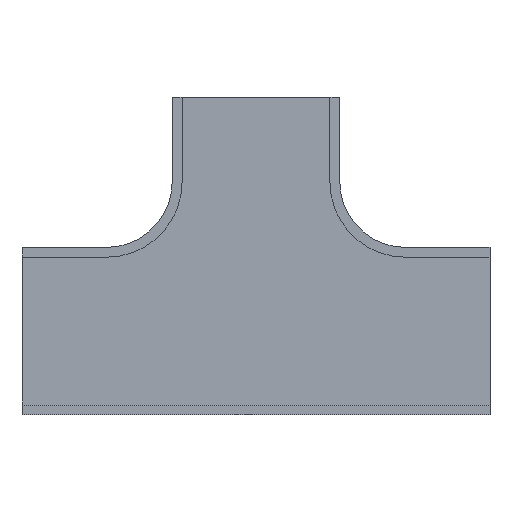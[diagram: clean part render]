
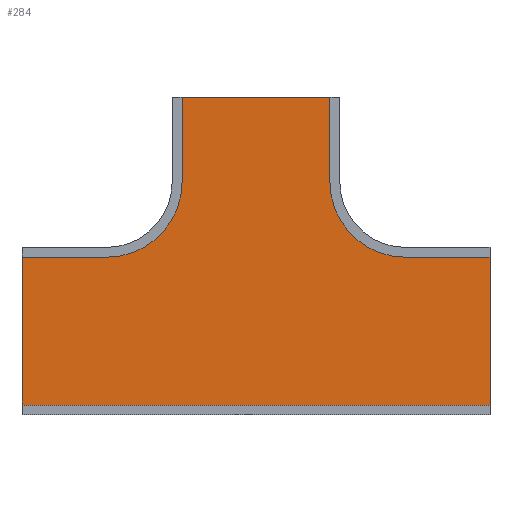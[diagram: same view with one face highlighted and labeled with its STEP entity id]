
A CAD part, front view. The second image highlights one B-rep face of the part: STEP entity #284.
In plain terms, the highlighted planar face has unit normal (0, -1, 0).
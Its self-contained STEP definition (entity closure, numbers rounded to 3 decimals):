
#5 = CARTESIAN_POINT ( 'NONE',  ( 9., 17.5, 17.785 ) ) ;
#8 = CARTESIAN_POINT ( 'NONE',  ( -18.2, 17.5, -1.715 ) ) ;
#9 = VERTEX_POINT ( 'NONE', #136 ) ;
#27 = PLANE ( 'NONE',  #343 ) ;
#28 = ORIENTED_EDGE ( 'NONE', *, *, #535, .F. ) ;
#31 = VERTEX_POINT ( 'NONE', #240 ) ;
#32 = ORIENTED_EDGE ( 'NONE', *, *, #526, .F. ) ;
#68 = LINE ( 'NONE', #5, #646 ) ;
#70 = VECTOR ( 'NONE', #370, 1000. ) ;
#99 = VERTEX_POINT ( 'NONE', #339 ) ;
#102 = VERTEX_POINT ( 'NONE', #392 ) ;
#107 = EDGE_CURVE ( 'NONE', #478, #203, #108, .T. ) ;
#108 = CIRCLE ( 'NONE', #589, 9.2 ) ;
#119 = VECTOR ( 'NONE', #614, 1000. ) ;
#130 = CARTESIAN_POINT ( 'NONE',  ( -28.5, 17.5, -19.715 ) ) ;
#136 = CARTESIAN_POINT ( 'NONE',  ( -28.5, 17.5, -1.715 ) ) ;
#140 = DIRECTION ( 'NONE',  ( 0., 0., 1. ) ) ;
#148 = VERTEX_POINT ( 'NONE', #665 ) ;
#151 = CARTESIAN_POINT ( 'NONE',  ( 18.2, 17.5, 7.485 ) ) ;
#153 = DIRECTION ( 'NONE',  ( 0., 0., 1. ) ) ;
#160 = VERTEX_POINT ( 'NONE', #718 ) ;
#161 = EDGE_CURVE ( 'NONE', #148, #102, #319, .T. ) ;
#166 = EDGE_LOOP ( 'NONE', ( #28, #294, #235, #432, #32, #194, #244, #257, #169, #584 ) ) ;
#169 = ORIENTED_EDGE ( 'NONE', *, *, #334, .F. ) ;
#194 = ORIENTED_EDGE ( 'NONE', *, *, #302, .F. ) ;
#202 = DIRECTION ( 'NONE',  ( 1., 0., 0. ) ) ;
#203 = VERTEX_POINT ( 'NONE', #508 ) ;
#206 = CARTESIAN_POINT ( 'NONE',  ( -18.2, 17.5, -1.715 ) ) ;
#219 = LINE ( 'NONE', #680, #578 ) ;
#223 = DIRECTION ( 'NONE',  ( 0., 0., -1. ) ) ;
#235 = ORIENTED_EDGE ( 'NONE', *, *, #161, .F. ) ;
#237 = DIRECTION ( 'NONE',  ( 0., 0., -1. ) ) ;
#240 = CARTESIAN_POINT ( 'NONE',  ( -9., 17.5, 17.785 ) ) ;
#244 = ORIENTED_EDGE ( 'NONE', *, *, #107, .F. ) ;
#247 = EDGE_CURVE ( 'NONE', #677, #99, #670, .T. ) ;
#257 = ORIENTED_EDGE ( 'NONE', *, *, #602, .F. ) ;
#270 = DIRECTION ( 'NONE',  ( 0., 0., 1. ) ) ;
#281 = LINE ( 'NONE', #329, #513 ) ;
#284 = ADVANCED_FACE ( 'NONE', ( #492 ), #27, .F. ) ;
#294 = ORIENTED_EDGE ( 'NONE', *, *, #316, .F. ) ;
#302 = EDGE_CURVE ( 'NONE', #203, #31, #281, .T. ) ;
#310 = CARTESIAN_POINT ( 'NONE',  ( 9., 17.5, 17.785 ) ) ;
#316 = EDGE_CURVE ( 'NONE', #102, #160, #598, .T. ) ;
#319 = CIRCLE ( 'NONE', #708, 9.2 ) ;
#329 = CARTESIAN_POINT ( 'NONE',  ( -9., 17.5, 17.785 ) ) ;
#334 = EDGE_CURVE ( 'NONE', #99, #9, #348, .T. ) ;
#339 = CARTESIAN_POINT ( 'NONE',  ( -28.5, 17.5, -19.715 ) ) ;
#342 = LINE ( 'NONE', #206, #119 ) ;
#343 = AXIS2_PLACEMENT_3D ( 'NONE', #675, #711, #270 ) ;
#348 = LINE ( 'NONE', #727, #650 ) ;
#370 = DIRECTION ( 'NONE',  ( -1., 0., 0. ) ) ;
#372 = DIRECTION ( 'NONE',  ( 0., 0., 1. ) ) ;
#392 = CARTESIAN_POINT ( 'NONE',  ( 18.2, 17.5, -1.715 ) ) ;
#432 = ORIENTED_EDGE ( 'NONE', *, *, #597, .F. ) ;
#463 = CARTESIAN_POINT ( 'NONE',  ( 18.2, 17.5, -1.715 ) ) ;
#478 = VERTEX_POINT ( 'NONE', #8 ) ;
#492 = FACE_OUTER_BOUND ( 'NONE', #166, .T. ) ;
#508 = CARTESIAN_POINT ( 'NONE',  ( -9., 17.5, 7.485 ) ) ;
#513 = VECTOR ( 'NONE', #140, 1000. ) ;
#526 = EDGE_CURVE ( 'NONE', #31, #565, #219, .T. ) ;
#527 = VECTOR ( 'NONE', #223, 1000. ) ;
#535 = EDGE_CURVE ( 'NONE', #160, #677, #547, .T. ) ;
#547 = LINE ( 'NONE', #623, #527 ) ;
#548 = CARTESIAN_POINT ( 'NONE',  ( 28.5, 17.5, -19.715 ) ) ;
#565 = VERTEX_POINT ( 'NONE', #310 ) ;
#578 = VECTOR ( 'NONE', #625, 1000. ) ;
#584 = ORIENTED_EDGE ( 'NONE', *, *, #247, .F. ) ;
#589 = AXIS2_PLACEMENT_3D ( 'NONE', #679, #737, #699 ) ;
#597 = EDGE_CURVE ( 'NONE', #565, #148, #68, .T. ) ;
#598 = LINE ( 'NONE', #463, #704 ) ;
#602 = EDGE_CURVE ( 'NONE', #9, #478, #342, .T. ) ;
#614 = DIRECTION ( 'NONE',  ( 1., 0., 0. ) ) ;
#623 = CARTESIAN_POINT ( 'NONE',  ( 28.5, 17.5, -0.515 ) ) ;
#625 = DIRECTION ( 'NONE',  ( 1., 0., 0. ) ) ;
#639 = DIRECTION ( 'NONE',  ( 0., -1., 0. ) ) ;
#646 = VECTOR ( 'NONE', #237, 1000. ) ;
#650 = VECTOR ( 'NONE', #153, 1000. ) ;
#665 = CARTESIAN_POINT ( 'NONE',  ( 9., 17.5, 7.485 ) ) ;
#670 = LINE ( 'NONE', #130, #70 ) ;
#675 = CARTESIAN_POINT ( 'NONE',  ( -18.2, 17.5, 7.485 ) ) ;
#677 = VERTEX_POINT ( 'NONE', #548 ) ;
#679 = CARTESIAN_POINT ( 'NONE',  ( -18.2, 17.5, 7.485 ) ) ;
#680 = CARTESIAN_POINT ( 'NONE',  ( -10.2, 17.5, 17.785 ) ) ;
#699 = DIRECTION ( 'NONE',  ( 0., 0., 1. ) ) ;
#704 = VECTOR ( 'NONE', #202, 1000. ) ;
#708 = AXIS2_PLACEMENT_3D ( 'NONE', #151, #639, #372 ) ;
#711 = DIRECTION ( 'NONE',  ( 0., 1., 0. ) ) ;
#718 = CARTESIAN_POINT ( 'NONE',  ( 28.5, 17.5, -1.715 ) ) ;
#727 = CARTESIAN_POINT ( 'NONE',  ( -28.5, 17.5, -0.515 ) ) ;
#737 = DIRECTION ( 'NONE',  ( 0., -1., 0. ) ) ;
